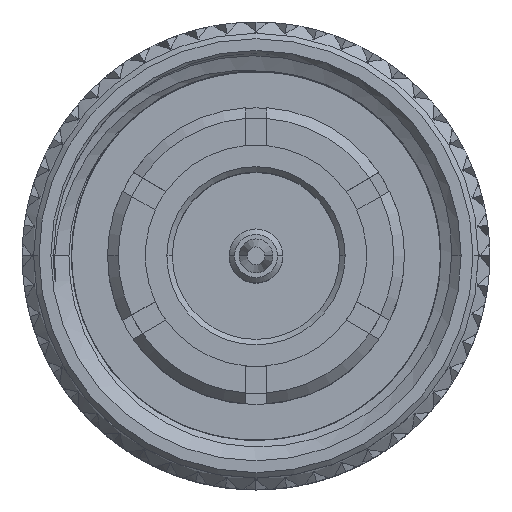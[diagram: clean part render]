
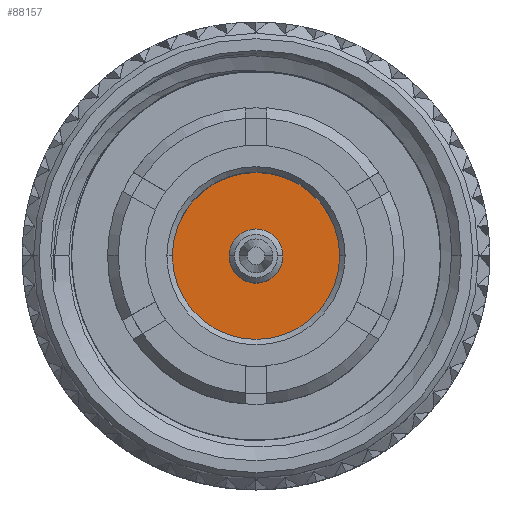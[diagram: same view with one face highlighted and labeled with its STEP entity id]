
A CAD part, top view. The second image highlights one B-rep face of the part: STEP entity #88157.
In plain terms, the highlighted planar face has unit normal (0, 0, 1).
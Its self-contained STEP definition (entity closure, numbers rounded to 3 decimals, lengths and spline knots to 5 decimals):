
#7209 = DIRECTION ( 'NONE',  ( 0., 0., -1. ) ) ;
#11469 = CARTESIAN_POINT ( 'NONE',  ( 0., 0., 0.305 ) ) ;
#16570 = AXIS2_PLACEMENT_3D ( 'NONE', #181288, #108919, #180665 ) ;
#22433 = CARTESIAN_POINT ( 'NONE',  ( 0.05, 0., 0.305 ) ) ;
#27176 = DIRECTION ( 'NONE',  ( 1., 0., 0. ) ) ;
#34132 = EDGE_CURVE ( 'NONE', #92884, #174960, #133360, .T. ) ;
#34788 = EDGE_CURVE ( 'NONE', #174960, #92884, #133192, .T. ) ;
#41748 = CARTESIAN_POINT ( 'NONE',  ( 0., 0., 0.305 ) ) ;
#45745 = VERTEX_POINT ( 'NONE', #67419 ) ;
#50643 = EDGE_LOOP ( 'NONE', ( #82019, #71891 ) ) ;
#53530 = CIRCLE ( 'NONE', #180666, 0.155 ) ;
#53935 = DIRECTION ( 'NONE',  ( 1., 0., 0. ) ) ;
#54574 = CARTESIAN_POINT ( 'NONE',  ( 0., 0., 0.305 ) ) ;
#57097 = DIRECTION ( 'NONE',  ( 0., 0., -1. ) ) ;
#63106 = CARTESIAN_POINT ( 'NONE',  ( -0.05, 0., 0.305 ) ) ;
#67419 = CARTESIAN_POINT ( 'NONE',  ( -0.155, 0., 0.305 ) ) ;
#71891 = ORIENTED_EDGE ( 'NONE', *, *, #171778, .F. ) ;
#76615 = AXIS2_PLACEMENT_3D ( 'NONE', #54574, #142824, #53935 ) ;
#82019 = ORIENTED_EDGE ( 'NONE', *, *, #181725, .F. ) ;
#87723 = AXIS2_PLACEMENT_3D ( 'NONE', #11469, #129065, #128427 ) ;
#88157 = ADVANCED_FACE ( 'NONE', ( #103134, #135153 ), #127166, .T. ) ;
#92884 = VERTEX_POINT ( 'NONE', #63106 ) ;
#94847 = CARTESIAN_POINT ( 'NONE',  ( 0., 0., 0.305 ) ) ;
#99561 = CIRCLE ( 'NONE', #155923, 0.155 ) ;
#103134 = FACE_OUTER_BOUND ( 'NONE', #50643, .T. ) ;
#108919 = DIRECTION ( 'NONE',  ( 0., 0., 1. ) ) ;
#120042 = ORIENTED_EDGE ( 'NONE', *, *, #34788, .F. ) ;
#127166 = PLANE ( 'NONE',  #87723 ) ;
#128427 = DIRECTION ( 'NONE',  ( 1., 0., 0. ) ) ;
#129065 = DIRECTION ( 'NONE',  ( 0., 0., 1. ) ) ;
#129912 = VERTEX_POINT ( 'NONE', #160636 ) ;
#133192 = CIRCLE ( 'NONE', #16570, 0.05 ) ;
#133360 = CIRCLE ( 'NONE', #76615, 0.05 ) ;
#134997 = EDGE_LOOP ( 'NONE', ( #154745, #120042 ) ) ;
#135153 = FACE_BOUND ( 'NONE', #134997, .T. ) ;
#142824 = DIRECTION ( 'NONE',  ( 0., 0., 1. ) ) ;
#154745 = ORIENTED_EDGE ( 'NONE', *, *, #34132, .F. ) ;
#155923 = AXIS2_PLACEMENT_3D ( 'NONE', #41748, #57097, #174154 ) ;
#160636 = CARTESIAN_POINT ( 'NONE',  ( 0.155, 0., 0.305 ) ) ;
#171778 = EDGE_CURVE ( 'NONE', #129912, #45745, #53530, .T. ) ;
#174154 = DIRECTION ( 'NONE',  ( 1., 0., 0. ) ) ;
#174960 = VERTEX_POINT ( 'NONE', #22433 ) ;
#180665 = DIRECTION ( 'NONE',  ( 1., 0., 0. ) ) ;
#180666 = AXIS2_PLACEMENT_3D ( 'NONE', #94847, #7209, #27176 ) ;
#181288 = CARTESIAN_POINT ( 'NONE',  ( 0., 0., 0.305 ) ) ;
#181725 = EDGE_CURVE ( 'NONE', #45745, #129912, #99561, .T. ) ;
